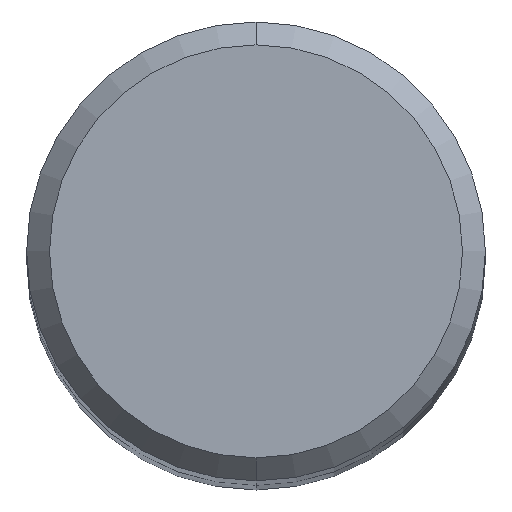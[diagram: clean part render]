
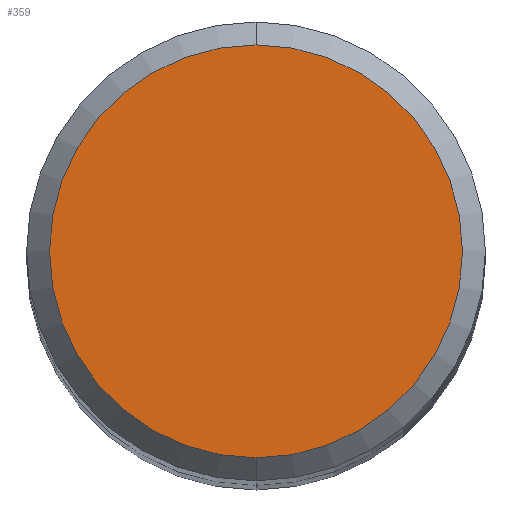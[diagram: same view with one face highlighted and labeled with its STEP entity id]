
A CAD part, top view. The second image highlights one B-rep face of the part: STEP entity #359.
In plain terms, the highlighted planar face has unit normal (0, 0, 1).
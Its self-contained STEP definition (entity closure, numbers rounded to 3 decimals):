
#177=VERTEX_POINT('',#441);
#245=EDGE_CURVE('',#329,#177,#514,.T.);
#327=EDGE_CURVE('',#177,#329,#603,.T.);
#329=VERTEX_POINT('',#605);
#359=ADVANCED_FACE('',(#637),#638,.T.);
#441=CARTESIAN_POINT('',(0.0,3.6,42.0));
#514=CIRCLE('',#898,3.6);
#603=CIRCLE('',#1104,3.6);
#605=CARTESIAN_POINT('',(0.,-3.6,42.0));
#637=FACE_OUTER_BOUND('',#1170,.T.);
#638=PLANE('',#1171);
#898=AXIS2_PLACEMENT_3D('',#1396,#1397,#1398);
#1104=AXIS2_PLACEMENT_3D('',#1472,#1473,#1474);
#1170=EDGE_LOOP('',(#1506,#1507));
#1171=AXIS2_PLACEMENT_3D('',#1508,#1509,#1510);
#1396=CARTESIAN_POINT('',(0.0,0.0,42.0));
#1397=DIRECTION('',(0.0,0.0,-1.0));
#1398=DIRECTION('',(0.0,1.0,0.0));
#1472=CARTESIAN_POINT('',(0.0,0.0,42.0));
#1473=DIRECTION('',(0.0,0.0,-1.0));
#1474=DIRECTION('',(0.0,1.0,0.0));
#1506=ORIENTED_EDGE('',*,*,#327,.F.);
#1507=ORIENTED_EDGE('',*,*,#245,.F.);
#1508=CARTESIAN_POINT('',(0.0,1.8,42.0));
#1509=DIRECTION('',(-0.0,0.0,1.0));
#1510=DIRECTION('',(0.0,-1.0,0.0));
